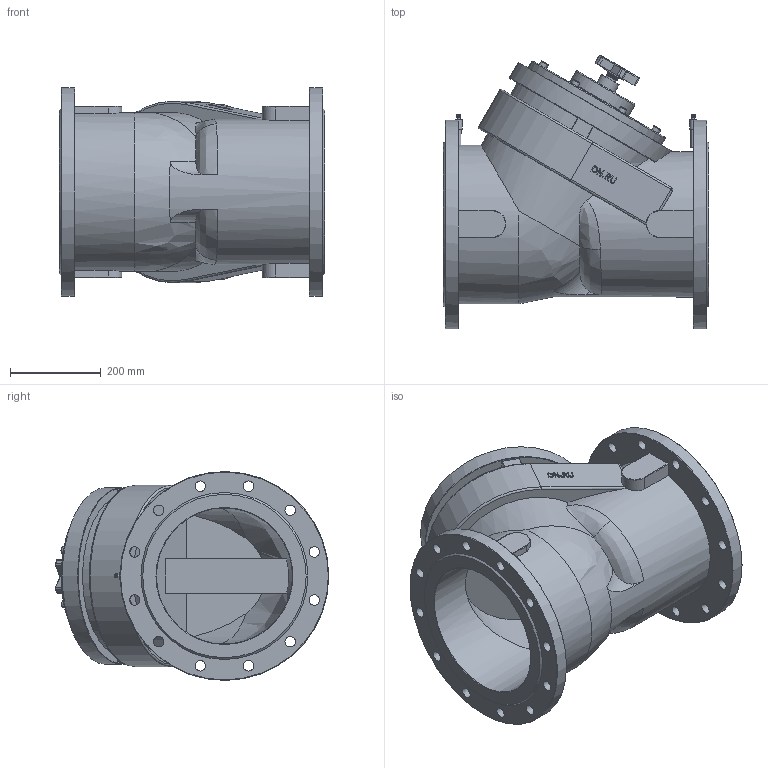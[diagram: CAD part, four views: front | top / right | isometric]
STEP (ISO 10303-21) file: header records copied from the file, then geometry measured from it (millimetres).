
FILE_DESCRIPTION(/* description */ (''),/* implementation_level */ '2;1');
FILE_NAME(/* name */ 'DN300_3D_STEP.stp',/* time_stamp */ '2024-03-03T23:59:24+03:00',/* author */ ('igorr'),/* organization */ (''),/* preprocessor_version */ 'ST-DEVELOPER v19.2',/* originating_system */ 'Autodesk Inventor 2023',/* authorisation */ '');
FILE_SCHEMA (('AUTOMOTIVE_DESIGN { 1 0 10303 214 3 1 1 }'));
Length unit declared in the file: millimetre
Products named in the file (4): Сборка; Деталь1; Деталь2; AS 1420 - 1973 - M10 x 16
Assembly tree (10 placements, depth 2):
  Сборка
    Деталь1
    Деталь2
    AS 1420 - 1973 - M10 x 16  x8
Bounding box: 585 x 603 x 460 mm (x, y, z)
Volume: 39784919.1 mm3; surface area: 2329191.8 mm2
Topology: 10 solids, 12 shells, 1767 faces, 4455 edges, 2745 vertices
Faces by surface type: plane 1257, cylinder 363, bspline 67, torus 53, cone 27
Full cylindrical faces by diameter (mm): 6 x2, 7.5 x2, 8.348 x2, 10 x8, 12 x8, 15 x2, 16 x8, 23 x24, 25 x1, 27 x2, 45 x1, 50 x1, 150 x1, 300 x3, 340 x1, 350 x1, 390 x1, 460 x2
Entity records: 52864 total; most frequent: CARTESIAN_POINT 11291, ORIENTED_EDGE 8392, DIRECTION 8274, EDGE_CURVE 4196, AXIS2_PLACEMENT_3D 2837, LINE 2600, VECTOR 2600, VERTEX_POINT 2577
